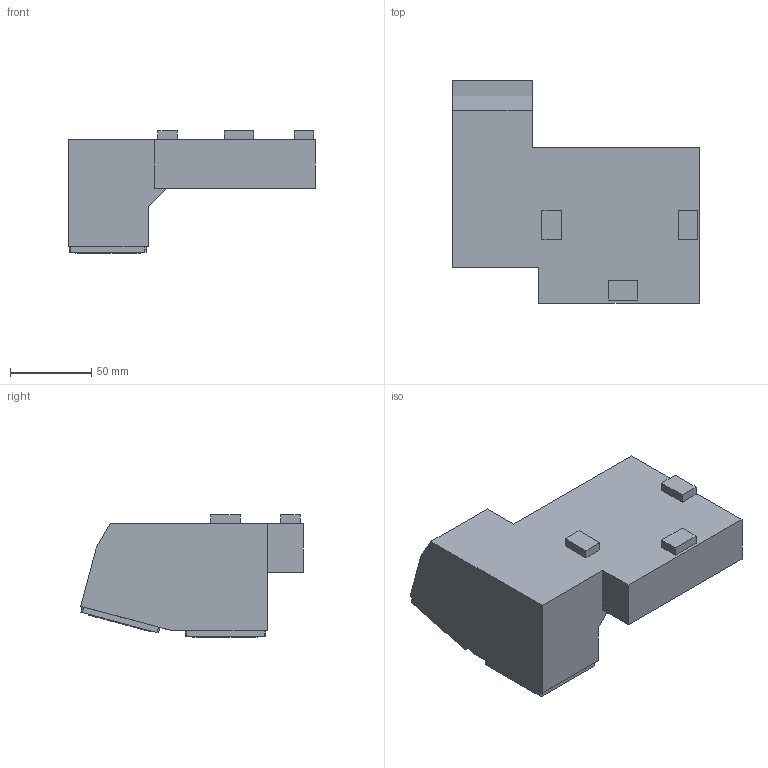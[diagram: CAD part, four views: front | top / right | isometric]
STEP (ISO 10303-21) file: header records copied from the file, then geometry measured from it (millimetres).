
FILE_DESCRIPTION(/* description */ (''),/* implementation_level */ '2;1');
FILE_NAME(/* name */ '1577081871365.stp',/* time_stamp */ '2019-12-23T11:48:00+05:00',/* author */ (''),/* organization */ ('SMS'),/* preprocessor_version */ 'ST-DEVELOPER v16.7',/* originating_system */ 'SIEMENS PLM Software NX 12.0',/* authorisation */ '');
FILE_SCHEMA (('AUTOMOTIVE_DESIGN { 1 0 10303 214 3 1 1 1 }'));
Length unit declared in the file: millimetre
Products named in the file (1): 200835879mod000_02
Bounding box: 152 x 137.24 x 75.5 mm (x, y, z)
Volume: 623716.9 mm3; surface area: 63304.1 mm2
Topology: 1 solids, 1 shells, 73 faces, 176 edges, 122 vertices
Faces by surface type: plane 55, cone 12, cylinder 6
Full cylindrical faces by diameter (mm): 2.5 x2, 31.6 x2, 40 x1, 40.025 x1
Entity records: 2265 total; most frequent: CARTESIAN_POINT 480, DIRECTION 356, ORIENTED_EDGE 336, EDGE_CURVE 168, LINE 132, VECTOR 132, VERTEX_POINT 116, AXIS2_PLACEMENT_3D 112
